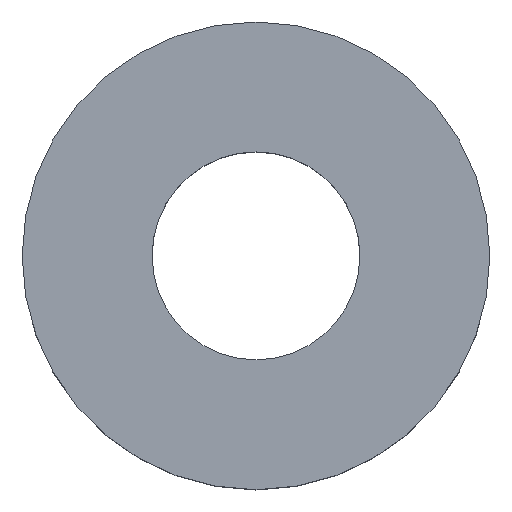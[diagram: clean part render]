
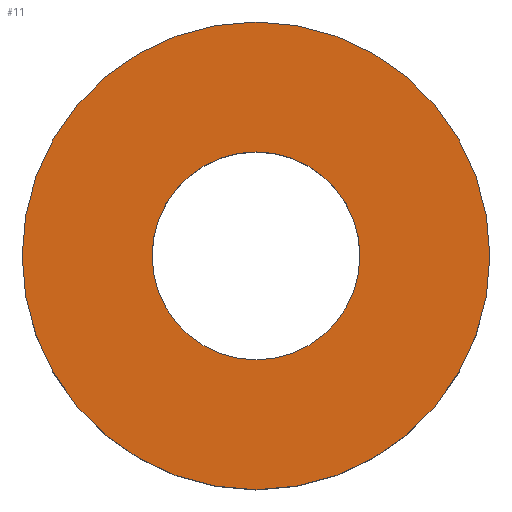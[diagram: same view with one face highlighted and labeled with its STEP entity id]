
A CAD part, top view. The second image highlights one B-rep face of the part: STEP entity #11.
In plain terms, the highlighted planar face has unit normal (0, 0, 1).
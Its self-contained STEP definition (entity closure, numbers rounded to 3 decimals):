
#2 = ORIENTED_EDGE ( 'NONE', *, *, #149, .F. ) ;
#8 = CARTESIAN_POINT ( 'NONE',  ( -4., 0., 6. ) ) ;
#11 = ADVANCED_FACE ( 'NONE', ( #153, #101 ), #26, .T. ) ;
#21 = CIRCLE ( 'NONE', #53, 4. ) ;
#23 = EDGE_CURVE ( 'NONE', #39, #168, #115, .T. ) ;
#26 = PLANE ( 'NONE',  #122 ) ;
#33 = AXIS2_PLACEMENT_3D ( 'NONE', #178, #64, #176 ) ;
#36 = EDGE_LOOP ( 'NONE', ( #198, #2 ) ) ;
#37 = EDGE_CURVE ( 'NONE', #168, #39, #119, .T. ) ;
#39 = VERTEX_POINT ( 'NONE', #57 ) ;
#40 = DIRECTION ( 'NONE',  ( 1., 0., 0. ) ) ;
#41 = CARTESIAN_POINT ( 'NONE',  ( 4., 0., 6. ) ) ;
#53 = AXIS2_PLACEMENT_3D ( 'NONE', #123, #160, #111 ) ;
#56 = CARTESIAN_POINT ( 'NONE',  ( 0., 0., 6. ) ) ;
#57 = CARTESIAN_POINT ( 'NONE',  ( -9., 0., 6. ) ) ;
#59 = DIRECTION ( 'NONE',  ( 0., 0., 1. ) ) ;
#64 = DIRECTION ( 'NONE',  ( 0., 0., 1. ) ) ;
#71 = VERTEX_POINT ( 'NONE', #41 ) ;
#73 = EDGE_CURVE ( 'NONE', #138, #71, #21, .T. ) ;
#78 = CIRCLE ( 'NONE', #33, 4. ) ;
#101 = FACE_BOUND ( 'NONE', #36, .T. ) ;
#107 = DIRECTION ( 'NONE',  ( 0., 0., 1. ) ) ;
#111 = DIRECTION ( 'NONE',  ( 1., 0., 0. ) ) ;
#115 = CIRCLE ( 'NONE', #182, 9. ) ;
#119 = CIRCLE ( 'NONE', #140, 9. ) ;
#122 = AXIS2_PLACEMENT_3D ( 'NONE', #155, #107, #157 ) ;
#123 = CARTESIAN_POINT ( 'NONE',  ( 0., 0., 6. ) ) ;
#124 = CARTESIAN_POINT ( 'NONE',  ( 9., 0., 6. ) ) ;
#133 = ORIENTED_EDGE ( 'NONE', *, *, #23, .T. ) ;
#138 = VERTEX_POINT ( 'NONE', #8 ) ;
#140 = AXIS2_PLACEMENT_3D ( 'NONE', #206, #59, #40 ) ;
#149 = EDGE_CURVE ( 'NONE', #71, #138, #78, .T. ) ;
#153 = FACE_OUTER_BOUND ( 'NONE', #164, .T. ) ;
#155 = CARTESIAN_POINT ( 'NONE',  ( 0., 0., 6. ) ) ;
#157 = DIRECTION ( 'NONE',  ( 1., 0., 0. ) ) ;
#160 = DIRECTION ( 'NONE',  ( 0., 0., 1. ) ) ;
#164 = EDGE_LOOP ( 'NONE', ( #133, #194 ) ) ;
#168 = VERTEX_POINT ( 'NONE', #124 ) ;
#176 = DIRECTION ( 'NONE',  ( 1., 0., 0. ) ) ;
#178 = CARTESIAN_POINT ( 'NONE',  ( 0., 0., 6. ) ) ;
#182 = AXIS2_PLACEMENT_3D ( 'NONE', #56, #203, #188 ) ;
#188 = DIRECTION ( 'NONE',  ( 1., 0., 0. ) ) ;
#194 = ORIENTED_EDGE ( 'NONE', *, *, #37, .T. ) ;
#198 = ORIENTED_EDGE ( 'NONE', *, *, #73, .F. ) ;
#203 = DIRECTION ( 'NONE',  ( 0., 0., 1. ) ) ;
#206 = CARTESIAN_POINT ( 'NONE',  ( 0., 0., 6. ) ) ;
